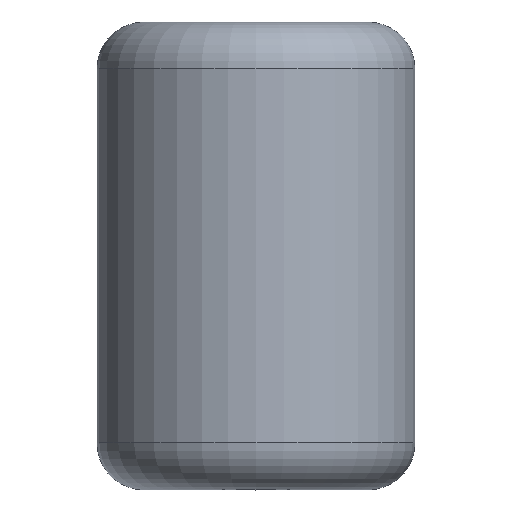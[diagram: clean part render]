
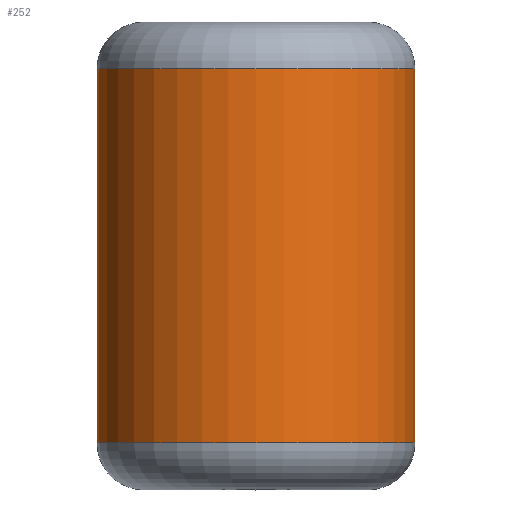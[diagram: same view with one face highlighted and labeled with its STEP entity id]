
A CAD part, top view. The second image highlights one B-rep face of the part: STEP entity #252.
In plain terms, the highlighted cylindrical face has radius 34 mm (diameter 68 mm), a partial arc.
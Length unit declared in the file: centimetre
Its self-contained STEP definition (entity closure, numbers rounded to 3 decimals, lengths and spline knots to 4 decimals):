
#1 = LINE ( 'NONE', #103, #58 ) ;
#11 = VERTEX_POINT ( 'NONE', #97 ) ;
#14 = CARTESIAN_POINT ( 'NONE',  ( -3.4, 0., 0. ) ) ;
#21 = VECTOR ( 'NONE', #37, 100. ) ;
#24 = DIRECTION ( 'NONE',  ( 1., 0., 0. ) ) ;
#28 = FACE_OUTER_BOUND ( 'NONE', #270, .T. ) ;
#32 = EDGE_CURVE ( 'NONE', #156, #64, #125, .T. ) ;
#36 = DIRECTION ( 'NONE',  ( 1., 0., 0. ) ) ;
#37 = DIRECTION ( 'NONE',  ( 0., -1., 0. ) ) ;
#41 = ORIENTED_EDGE ( 'NONE', *, *, #219, .T. ) ;
#46 = DIRECTION ( 'NONE',  ( 0., -1., 0. ) ) ;
#51 = EDGE_CURVE ( 'NONE', #141, #156, #79, .T. ) ;
#58 = VECTOR ( 'NONE', #169, 100. ) ;
#63 = CARTESIAN_POINT ( 'NONE',  ( 3.4, 1., 0. ) ) ;
#64 = VERTEX_POINT ( 'NONE', #63 ) ;
#79 = LINE ( 'NONE', #14, #21 ) ;
#83 = CARTESIAN_POINT ( 'NONE',  ( -3.4, 1., 0. ) ) ;
#91 = ORIENTED_EDGE ( 'NONE', *, *, #51, .T. ) ;
#97 = CARTESIAN_POINT ( 'NONE',  ( 3.4, 9., 0. ) ) ;
#101 = DIRECTION ( 'NONE',  ( 0., 1., 0. ) ) ;
#103 = CARTESIAN_POINT ( 'NONE',  ( 3.4, 0., 0. ) ) ;
#125 = CIRCLE ( 'NONE', #238, 3.4 ) ;
#141 = VERTEX_POINT ( 'NONE', #236 ) ;
#146 = DIRECTION ( 'NONE',  ( -1., 0., 0. ) ) ;
#147 = CARTESIAN_POINT ( 'NONE',  ( 0., 0., 0. ) ) ;
#156 = VERTEX_POINT ( 'NONE', #83 ) ;
#158 = AXIS2_PLACEMENT_3D ( 'NONE', #147, #231, #24 ) ;
#164 = ORIENTED_EDGE ( 'NONE', *, *, #176, .F. ) ;
#169 = DIRECTION ( 'NONE',  ( 0., -1., 0. ) ) ;
#170 = CYLINDRICAL_SURFACE ( 'NONE', #158, 3.4 ) ;
#176 = EDGE_CURVE ( 'NONE', #11, #64, #1, .T. ) ;
#179 = CIRCLE ( 'NONE', #278, 3.4 ) ;
#184 = ORIENTED_EDGE ( 'NONE', *, *, #32, .T. ) ;
#202 = CARTESIAN_POINT ( 'NONE',  ( 0., 1., 0. ) ) ;
#219 = EDGE_CURVE ( 'NONE', #11, #141, #179, .T. ) ;
#231 = DIRECTION ( 'NONE',  ( 0., -1., 0. ) ) ;
#236 = CARTESIAN_POINT ( 'NONE',  ( -3.4, 9., 0. ) ) ;
#237 = CARTESIAN_POINT ( 'NONE',  ( 0., 9., 0. ) ) ;
#238 = AXIS2_PLACEMENT_3D ( 'NONE', #202, #101, #36 ) ;
#252 = ADVANCED_FACE ( 'NONE', ( #28 ), #170, .T. ) ;
#270 = EDGE_LOOP ( 'NONE', ( #41, #91, #184, #164 ) ) ;
#278 = AXIS2_PLACEMENT_3D ( 'NONE', #237, #46, #146 ) ;
